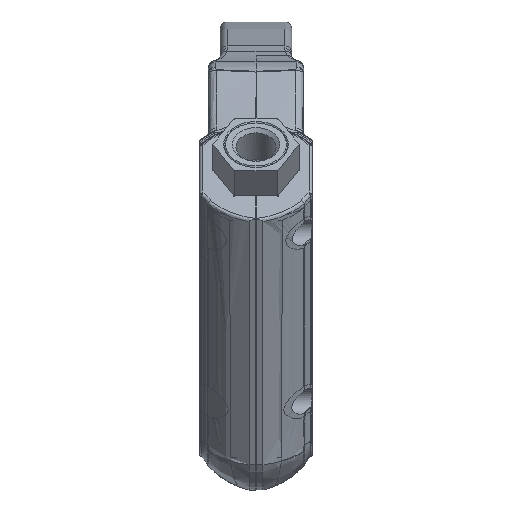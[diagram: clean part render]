
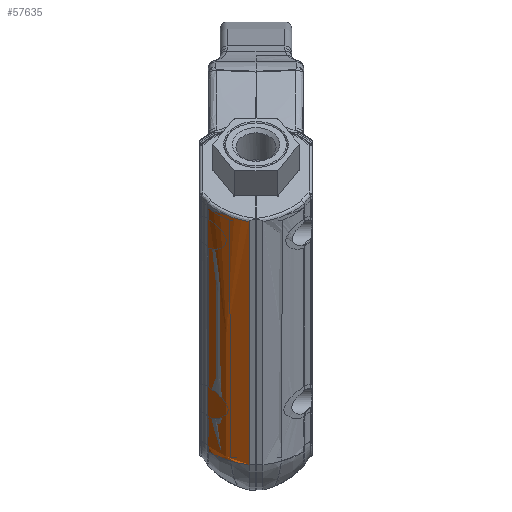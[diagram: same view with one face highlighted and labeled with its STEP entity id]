
A CAD part, top view. The second image highlights one B-rep face of the part: STEP entity #57635.
In plain terms, the highlighted free-form (B-spline) face has degree [3, 3] with [4, 6] control points.
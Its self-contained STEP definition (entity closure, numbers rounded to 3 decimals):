
#484=ELLIPSE('',#61741,18.5,14.545);
#863=(
BOUNDED_SURFACE()
B_SPLINE_SURFACE(3,3,((#121450,#121451,#121452,#121453,#121454,#121455),
(#121456,#121457,#121458,#121459,#121460,#121461),(#121462,#121463,#121464,
#121465,#121466,#121467),(#121468,#121469,#121470,#121471,#121472,#121473)),
 .SURF_OF_LINEAR_EXTRUSION.,.F.,.F.,.F.)
B_SPLINE_SURFACE_WITH_KNOTS((4,4),(4,2,4),(0.048,0.873),
(-0.002,0.,0.816),.UNSPECIFIED.)
GEOMETRIC_REPRESENTATION_ITEM()
RATIONAL_B_SPLINE_SURFACE(((0.99,0.99,0.99,
0.99,0.99,0.99),(0.933,
0.933,0.933,0.933,0.933,
0.933),(0.928,0.928,0.928,0.928,
0.928,0.928),(0.975,0.975,0.975,
0.975,0.975,0.975)))
REPRESENTATION_ITEM('')
SURFACE()
);
#6261=LINE('',#120566,#9623);
#9623=VECTOR('',#72624,1000.);
#27437=ORIENTED_EDGE('',*,*,#36621,.T.);
#27438=ORIENTED_EDGE('',*,*,#36722,.T.);
#27439=ORIENTED_EDGE('',*,*,#36720,.F.);
#27440=ORIENTED_EDGE('',*,*,#36661,.T.);
#27441=ORIENTED_EDGE('',*,*,#36655,.T.);
#27442=ORIENTED_EDGE('',*,*,#36719,.F.);
#36621=EDGE_CURVE('',#42520,#42522,#6261,.T.);
#36655=EDGE_CURVE('',#42546,#42547,#46631,.T.);
#36661=EDGE_CURVE('',#42550,#42546,#46634,.T.);
#36719=EDGE_CURVE('',#42520,#42547,#46657,.T.);
#36720=EDGE_CURVE('',#42550,#42584,#484,.F.);
#36722=EDGE_CURVE('',#42522,#42584,#46659,.T.);
#42520=VERTEX_POINT('',#120545);
#42522=VERTEX_POINT('',#120565);
#42546=VERTEX_POINT('',#120681);
#42547=VERTEX_POINT('',#120682);
#42550=VERTEX_POINT('',#120702);
#42584=VERTEX_POINT('',#121445);
#46631=B_SPLINE_CURVE_WITH_KNOTS('',3,(#120677,#120678,#120679,#120680),
 .UNSPECIFIED.,.F.,.F.,(4,4),(0.,0.002),
 .UNSPECIFIED.);
#46634=B_SPLINE_CURVE_WITH_KNOTS('',3,(#120698,#120699,#120700,#120701),
 .UNSPECIFIED.,.F.,.F.,(4,4),(0.,0.079),.UNSPECIFIED.);
#46657=B_SPLINE_CURVE_WITH_KNOTS('',3,(#121423,#121424,#121425,#121426,
#121427),.UNSPECIFIED.,.F.,.F.,(4,1,4),(0.002,0.009,
0.016),.UNSPECIFIED.);
#46659=B_SPLINE_CURVE_WITH_KNOTS('',3,(#121474,#121475,#121476,#121477),
 .UNSPECIFIED.,.F.,.F.,(4,4),(0.,1.),.UNSPECIFIED.);
#50345=EDGE_LOOP('',(#27437,#27438,#27439,#27440,#27441,#27442));
#54224=FACE_BOUND('',#50345,.T.);
#57635=ADVANCED_FACE('',(#54224),#863,.T.);
#61741=AXIS2_PLACEMENT_3D('',#121444,#72764,#72765);
#72624=DIRECTION('',(0.956,0.,-0.294));
#72764=DIRECTION('',(-0.956,0.,0.294));
#72765=DIRECTION('',(-0.172,0.812,-0.558));
#120545=CARTESIAN_POINT('',(-78.481,2.053,43.556));
#120565=CARTESIAN_POINT('',(-1.187,2.053,19.774));
#120566=CARTESIAN_POINT('',(-39.573,2.053,31.585));
#120677=CARTESIAN_POINT('',(-78.217,14.298,35.825));
#120678=CARTESIAN_POINT('',(-78.854,14.299,36.02));
#120679=CARTESIAN_POINT('',(-79.472,14.257,36.259));
#120680=CARTESIAN_POINT('',(-80.085,14.205,36.51));
#120681=CARTESIAN_POINT('',(-78.217,14.298,35.825));
#120682=CARTESIAN_POINT('',(-80.085,14.205,36.51));
#120698=CARTESIAN_POINT('',(-2.592,14.199,12.673));
#120699=CARTESIAN_POINT('',(-27.798,14.227,20.396));
#120700=CARTESIAN_POINT('',(-53.006,14.259,28.115));
#120701=CARTESIAN_POINT('',(-78.217,14.298,35.825));
#120702=CARTESIAN_POINT('',(-2.592,14.199,12.673));
#121423=CARTESIAN_POINT('',(-78.481,2.053,43.556));
#121424=CARTESIAN_POINT('',(-78.598,4.386,43.062));
#121425=CARTESIAN_POINT('',(-79.019,8.883,41.279));
#121426=CARTESIAN_POINT('',(-79.704,12.613,38.275));
#121427=CARTESIAN_POINT('',(-80.085,14.205,36.51));
#121444=CARTESIAN_POINT('',(-5.05,1.886,4.682));
#121445=CARTESIAN_POINT('',(-1.22,8.507,17.13));
#121450=CARTESIAN_POINT('',(-80.841,14.353,36.565));
#121451=CARTESIAN_POINT('',(-80.777,14.353,36.546));
#121452=CARTESIAN_POINT('',(-80.714,14.353,36.526));
#121453=CARTESIAN_POINT('',(-54.648,14.353,28.506));
#121454=CARTESIAN_POINT('',(-28.645,14.353,20.506));
#121455=CARTESIAN_POINT('',(-2.643,14.353,12.506));
#121456=CARTESIAN_POINT('',(-79.739,11.103,40.148));
#121457=CARTESIAN_POINT('',(-79.675,11.103,40.128));
#121458=CARTESIAN_POINT('',(-79.611,11.103,40.109));
#121459=CARTESIAN_POINT('',(-53.545,11.103,32.089));
#121460=CARTESIAN_POINT('',(-27.543,11.103,24.088));
#121461=CARTESIAN_POINT('',(-1.541,11.103,16.088));
#121462=CARTESIAN_POINT('',(-78.974,6.78,42.635));
#121463=CARTESIAN_POINT('',(-78.91,6.78,42.615));
#121464=CARTESIAN_POINT('',(-78.846,6.78,42.595));
#121465=CARTESIAN_POINT('',(-52.78,6.78,34.575));
#121466=CARTESIAN_POINT('',(-26.778,6.78,26.575));
#121467=CARTESIAN_POINT('',(-0.776,6.78,18.575));
#121468=CARTESIAN_POINT('',(-78.672,2.053,43.615));
#121469=CARTESIAN_POINT('',(-78.608,2.053,43.595));
#121470=CARTESIAN_POINT('',(-78.545,2.053,43.576));
#121471=CARTESIAN_POINT('',(-52.479,2.053,35.556));
#121472=CARTESIAN_POINT('',(-26.476,2.053,27.555));
#121473=CARTESIAN_POINT('',(-0.474,2.053,19.555));
#121474=CARTESIAN_POINT('',(-1.187,2.053,19.774));
#121475=CARTESIAN_POINT('',(-1.194,4.347,19.256));
#121476=CARTESIAN_POINT('',(-1.206,6.521,18.339));
#121477=CARTESIAN_POINT('',(-1.22,8.507,17.13));
